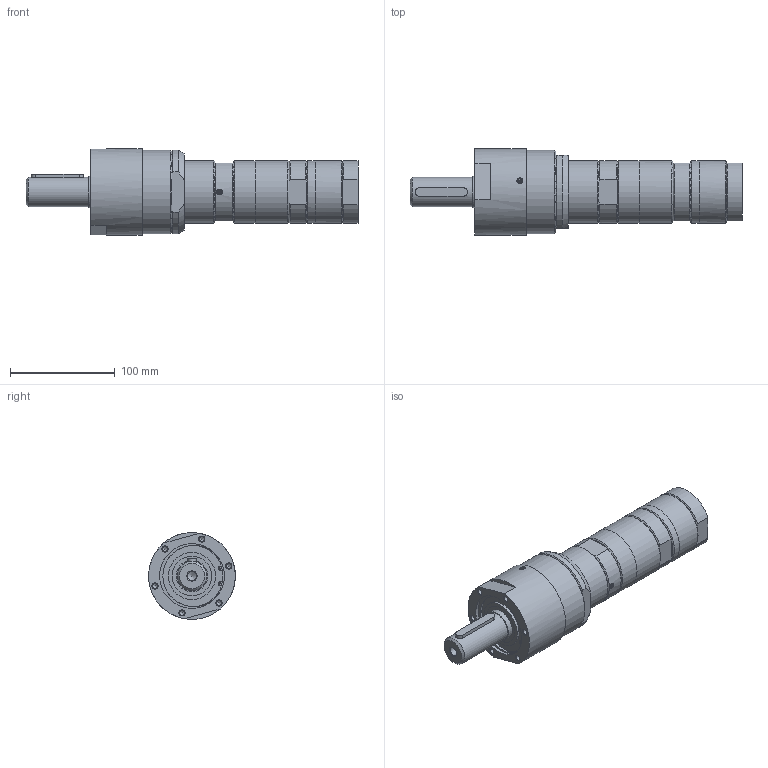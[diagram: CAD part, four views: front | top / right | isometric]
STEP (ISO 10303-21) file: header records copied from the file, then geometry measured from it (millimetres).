
FILE_DESCRIPTION((''),'2;1');
FILE_NAME('MUD 82-65_60002425.stp','2011-05-30T16:24:21',('rmorof'),(''),'Autodesk Inventor 2008','Autodesk Inventor 2008','');
FILE_SCHEMA(('CONFIG_CONTROL_DESIGN'));
Length unit declared in the file: millimetre
Products named in the file (1): MUD 82-65_60002425
Bounding box: 317.5 x 82.92 x 82.95 mm (x, y, z)
Volume: 938208.4 mm3; surface area: 81073.4 mm2
Topology: 1 solids, 1 shells, 230 faces, 568 edges, 368 vertices
Faces by surface type: plane 121, cylinder 49, cone 30, bspline 26, torus 2, sphere 2
Full cylindrical faces by diameter (mm): 1.55 x2, 5 x2, 5.5 x2, 28 x1, 30 x1, 38 x1, 45 x1, 60 x5, 62 x1, 74.857 x1, 80 x1, 83 x1
Entity records: 7250 total; most frequent: CARTESIAN_POINT 2051, DIRECTION 993, ORIENTED_EDGE 954, EDGE_CURVE 477, AXIS2_PLACEMENT_3D 364, VERTEX_POINT 333, EDGE_LOOP 314, VECTOR 265
